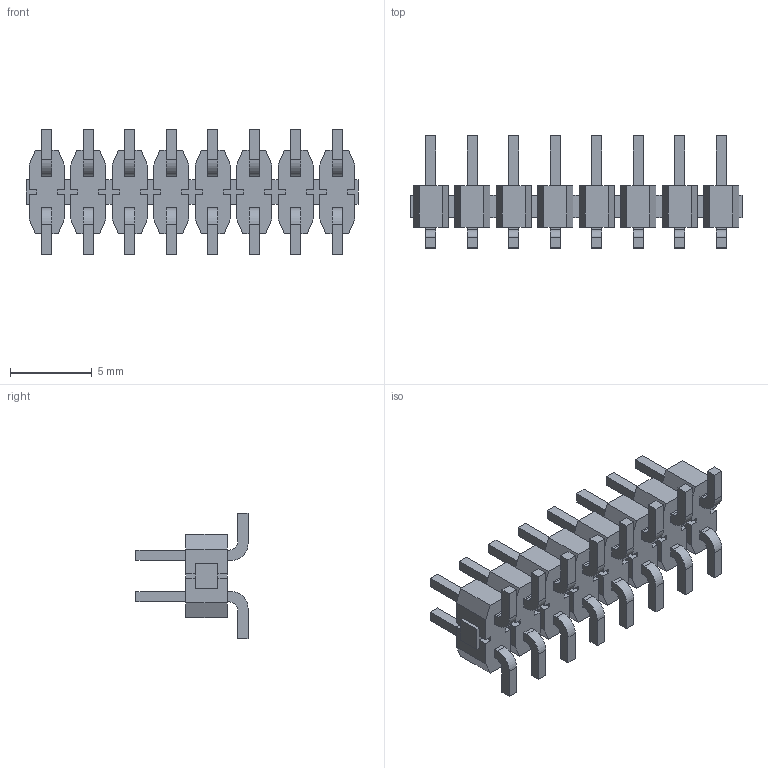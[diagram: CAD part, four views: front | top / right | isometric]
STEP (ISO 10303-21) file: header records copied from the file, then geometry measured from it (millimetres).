
FILE_DESCRIPTION( ( 'STEP AP203' ), '1' );
FILE_NAME( 'TSM-108-04-T-DV.stp', '2019-10-31T09:47:49', ( '' ), ( '' ), ' ', 'PARTsolutions', ' ' );
FILE_SCHEMA( ( 'CONFIG_CONTROL_DESIGN' ) );
Length unit declared in the file: inch
Products named in the file (3): TSM-108-04-T-DV; _TSM-108-04-DV_body; _T-1S6-21(-04-8-DV)
Assembly tree (2 placements, depth 2):
  TSM-108-04-T-DV
    _TSM-108-04-DV_body
    _T-1S6-21(-04-8-DV)
Bounding box: 20.32 x 6.86 x 7.7 mm (x, y, z)
Volume: 256.2 mm3; surface area: 940.2 mm2
Topology: 2 solids, 2 shells, 548 faces, 1632 edges, 1088 vertices
Faces by surface type: plane 516, cylinder 32
Entity records: 18232 total; most frequent: CARTESIAN_POINT 3271, ORIENTED_EDGE 3264, DIRECTION 2798, EDGE_CURVE 1632, LINE 1568, VECTOR 1568, VERTEX_POINT 1088, AXIS2_PLACEMENT_3D 615
